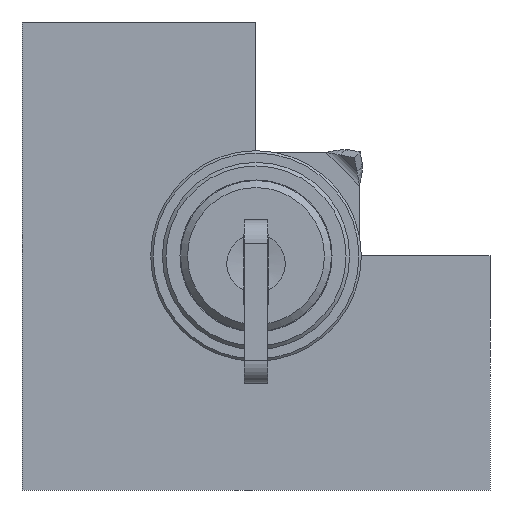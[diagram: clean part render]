
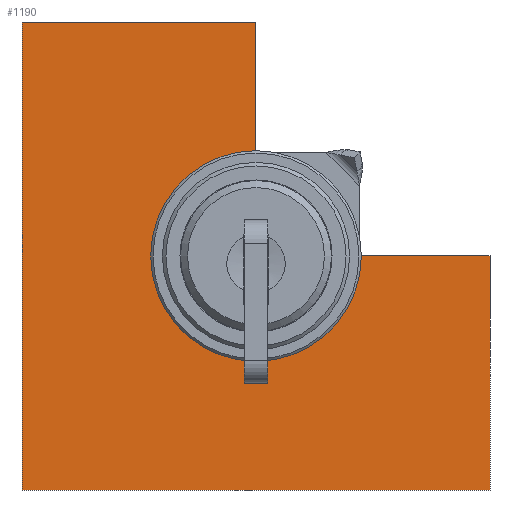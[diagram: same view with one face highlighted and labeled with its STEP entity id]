
A CAD part, front view. The second image highlights one B-rep face of the part: STEP entity #1190.
In plain terms, the highlighted planar face has unit normal (0, -1, 0).
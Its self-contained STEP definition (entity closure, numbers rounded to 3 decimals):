
#1190 = ADVANCED_FACE( '', ( #2831 ), #2832, .F. );
#2831 = FACE_OUTER_BOUND( '', #5114, .T. );
#2832 = PLANE( '', #5115 );
#5114 = EDGE_LOOP( '', ( #7980, #7981, #7982, #7983, #7984, #7985, #7986, #7987, #7988, #7989, #7990 ) );
#5115 = AXIS2_PLACEMENT_3D( '', #7991, #7992, #7993 );
#7980 = ORIENTED_EDGE( '', *, *, #14315, .T. );
#7981 = ORIENTED_EDGE( '', *, *, #14316, .T. );
#7982 = ORIENTED_EDGE( '', *, *, #14317, .T. );
#7983 = ORIENTED_EDGE( '', *, *, #14318, .T. );
#7984 = ORIENTED_EDGE( '', *, *, #14319, .T. );
#7985 = ORIENTED_EDGE( '', *, *, #14320, .T. );
#7986 = ORIENTED_EDGE( '', *, *, #14321, .T. );
#7987 = ORIENTED_EDGE( '', *, *, #14322, .T. );
#7988 = ORIENTED_EDGE( '', *, *, #14323, .T. );
#7989 = ORIENTED_EDGE( '', *, *, #14324, .T. );
#7990 = ORIENTED_EDGE( '', *, *, #14325, .T. );
#7991 = CARTESIAN_POINT( '', ( 0., 0., 0. ) );
#7992 = DIRECTION( '', ( 0., 1., 0. ) );
#7993 = DIRECTION( '', ( 0., 0., 1. ) );
#14315 = EDGE_CURVE( '', #17217, #17218, #17219, .T. );
#14316 = EDGE_CURVE( '', #17218, #17220, #17221, .T. );
#14317 = EDGE_CURVE( '', #17220, #17222, #17223, .T. );
#14318 = EDGE_CURVE( '', #17222, #17224, #17225, .T. );
#14319 = EDGE_CURVE( '', #17224, #17226, #17227, .T. );
#14320 = EDGE_CURVE( '', #17226, #17228, #17229, .T. );
#14321 = EDGE_CURVE( '', #17228, #17230, #17231, .T. );
#14322 = EDGE_CURVE( '', #17230, #17232, #17233, .T. );
#14323 = EDGE_CURVE( '', #17232, #17234, #17235, .T. );
#14324 = EDGE_CURVE( '', #17234, #17236, #17237, .T. );
#14325 = EDGE_CURVE( '', #17236, #17217, #17238, .T. );
#17217 = VERTEX_POINT( '', #21398 );
#17218 = VERTEX_POINT( '', #21399 );
#17219 = CIRCLE( '', #21400, 8. );
#17220 = VERTEX_POINT( '', #21401 );
#17221 = LINE( '', #21402, #21403 );
#17222 = VERTEX_POINT( '', #21404 );
#17223 = LINE( '', #21405, #21406 );
#17224 = VERTEX_POINT( '', #21407 );
#17225 = LINE( '', #21408, #21409 );
#17226 = VERTEX_POINT( '', #21410 );
#17227 = CIRCLE( '', #21411, 8. );
#17228 = VERTEX_POINT( '', #21412 );
#17229 = LINE( '', #21413, #21414 );
#17230 = VERTEX_POINT( '', #21415 );
#17231 = LINE( '', #21416, #21417 );
#17232 = VERTEX_POINT( '', #21418 );
#17233 = LINE( '', #21419, #21420 );
#17234 = VERTEX_POINT( '', #21421 );
#17235 = LINE( '', #21422, #21423 );
#17236 = VERTEX_POINT( '', #21424 );
#17237 = LINE( '', #21425, #21426 );
#17238 = LINE( '', #21427, #21428 );
#21398 = CARTESIAN_POINT( '', ( 8., 0., 0. ) );
#21399 = CARTESIAN_POINT( '', ( -7.955, 0., -0.85 ) );
#21400 = AXIS2_PLACEMENT_3D( '', #26373, #26374, #26375 );
#21401 = CARTESIAN_POINT( '', ( -7., 0., -0.85 ) );
#21402 = CARTESIAN_POINT( '', ( -7., 0., -0.85 ) );
#21403 = VECTOR( '', #26376, 1000. );
#21404 = CARTESIAN_POINT( '', ( -7., 0., 0.85 ) );
#21405 = CARTESIAN_POINT( '', ( -7., 0., -0.85 ) );
#21406 = VECTOR( '', #26377, 1000. );
#21407 = CARTESIAN_POINT( '', ( -7.955, 0., 0.85 ) );
#21408 = CARTESIAN_POINT( '', ( -7., 0., 0.85 ) );
#21409 = VECTOR( '', #26378, 1000. );
#21410 = CARTESIAN_POINT( '', ( 0., 0., 8. ) );
#21411 = AXIS2_PLACEMENT_3D( '', #26379, #26380, #26381 );
#21412 = CARTESIAN_POINT( '', ( 0., 0., 20. ) );
#21413 = CARTESIAN_POINT( '', ( 0., 0., 8. ) );
#21414 = VECTOR( '', #26382, 1000. );
#21415 = CARTESIAN_POINT( '', ( -20., 0., 20. ) );
#21416 = CARTESIAN_POINT( '', ( 0., 0., 20. ) );
#21417 = VECTOR( '', #26383, 1000. );
#21418 = CARTESIAN_POINT( '', ( -20., 0., -20. ) );
#21419 = CARTESIAN_POINT( '', ( -20., 0., 20. ) );
#21420 = VECTOR( '', #26384, 1000. );
#21421 = CARTESIAN_POINT( '', ( 20., 0., -20. ) );
#21422 = CARTESIAN_POINT( '', ( -20., 0., -20. ) );
#21423 = VECTOR( '', #26385, 1000. );
#21424 = CARTESIAN_POINT( '', ( 20., 0., 0. ) );
#21425 = CARTESIAN_POINT( '', ( 20., 0., 0. ) );
#21426 = VECTOR( '', #26386, 1000. );
#21427 = CARTESIAN_POINT( '', ( 8., 0., 0. ) );
#21428 = VECTOR( '', #26387, 1000. );
#26373 = CARTESIAN_POINT( '', ( 0., 0., 0. ) );
#26374 = DIRECTION( '', ( 0., 1., 0. ) );
#26375 = DIRECTION( '', ( 1., 0., 0. ) );
#26376 = DIRECTION( '', ( 1., 0., 0. ) );
#26377 = DIRECTION( '', ( 0., 0., 1. ) );
#26378 = DIRECTION( '', ( -1., 0., 0. ) );
#26379 = CARTESIAN_POINT( '', ( 0., 0., 0. ) );
#26380 = DIRECTION( '', ( 0., 1., 0. ) );
#26381 = DIRECTION( '', ( 1., 0., 0. ) );
#26382 = DIRECTION( '', ( 0., 0., 1. ) );
#26383 = DIRECTION( '', ( -1., 0., 0. ) );
#26384 = DIRECTION( '', ( 0., 0., -1. ) );
#26385 = DIRECTION( '', ( 1., 0., 0. ) );
#26386 = DIRECTION( '', ( 0., 0., 1. ) );
#26387 = DIRECTION( '', ( -1., 0., 0. ) );
